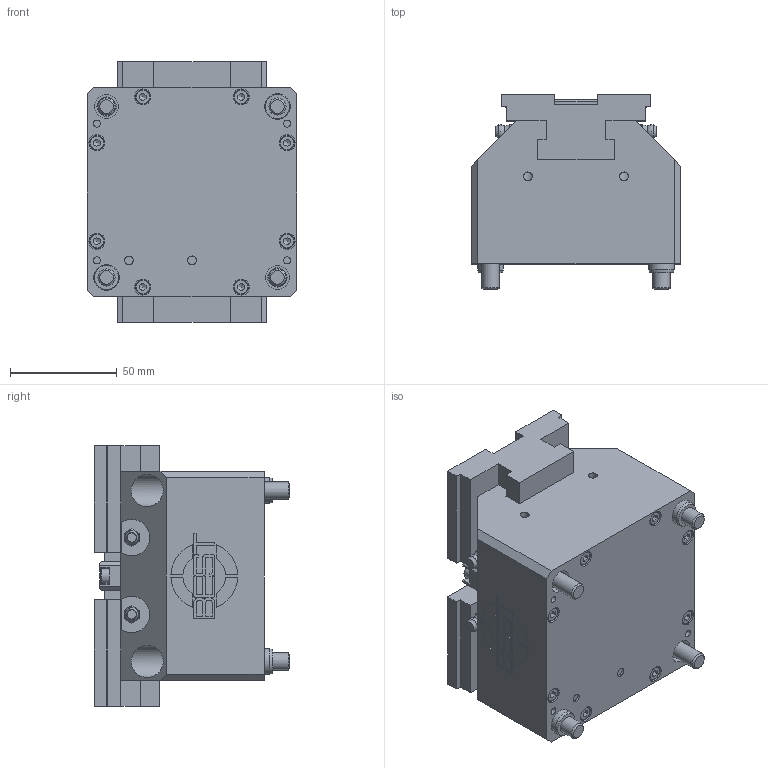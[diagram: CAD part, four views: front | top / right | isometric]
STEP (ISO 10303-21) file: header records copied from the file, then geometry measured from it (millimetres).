
FILE_DESCRIPTION(/* description */ ('Pneum. Zentrischspanner BSP-100-SWBA'),/* implementation_level */ '2;1');
FILE_NAME(/* name */ '150-0100-008-Kunde (verstellbar).stp',/* time_stamp */ '2023-01-20T10:00:54+01:00',/* author */ ('Chiacchiera'),/* organization */ (''),/* preprocessor_version */ 'ST-DEVELOPER v19.2',/* originating_system */ 'Autodesk Inventor 2023',/* authorisation */ '');
FILE_SCHEMA (('AUTOMOTIVE_DESIGN { 1 0 10303 214 3 1 1 }'));
Length unit declared in the file: millimetre
Products named in the file (3): 150-0100-008-Kunde (verstellbar); 150-0100-008-Basis (verstellbar); 150-0100-008-Backe (verstellbar)
Assembly tree (3 placements, depth 2):
  150-0100-008-Kunde (verstellbar)
    150-0100-008-Basis (verstellbar)
    150-0100-008-Backe (verstellbar)  x2
Bounding box: 98 x 91.5 x 122.1 mm (x, y, z)
Volume: 665028.4 mm3; surface area: 92113.6 mm2
Topology: 3 solids, 3 shells, 875 faces, 2258 edges, 1462 vertices
Faces by surface type: plane 524, cylinder 129, bspline 112, cone 82, torus 24, sphere 4
Full cylindrical faces by diameter (mm): 3.242 x6, 4 x1, 4.134 x6, 7 x10, 7.5 x8, 8 x4, 9 x2, 11 x2, 12 x2, 13 x4, 15 x4
Entity records: 27113 total; most frequent: CARTESIAN_POINT 6726, ORIENTED_EDGE 4288, DIRECTION 3582, EDGE_CURVE 2144, VERTEX_POINT 1404, LINE 1276, VECTOR 1276, AXIS2_PLACEMENT_3D 1153
